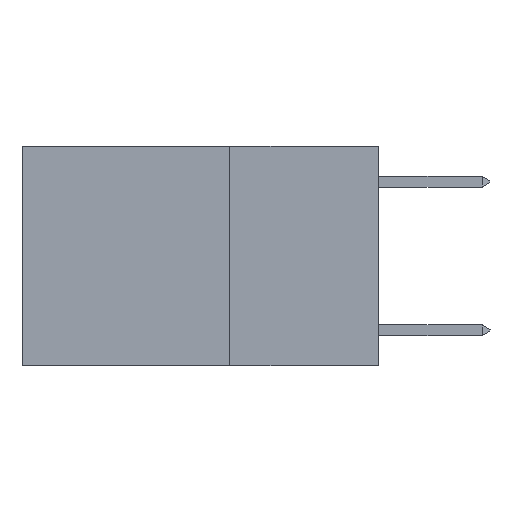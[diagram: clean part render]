
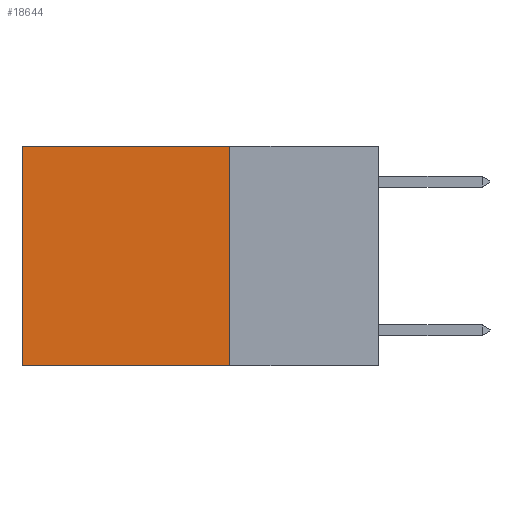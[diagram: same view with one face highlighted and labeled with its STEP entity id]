
A CAD part, left-side view. The second image highlights one B-rep face of the part: STEP entity #18644.
In plain terms, the highlighted planar face has unit normal (-1, 0, 0).
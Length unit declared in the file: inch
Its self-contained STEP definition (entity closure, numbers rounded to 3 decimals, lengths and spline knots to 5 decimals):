
#93 = ORIENTED_EDGE ( 'NONE', *, *, #616, .T. ) ;
#616 = EDGE_CURVE ( 'NONE', #2450, #21573, #22011, .T. ) ;
#1425 = CARTESIAN_POINT ( 'NONE',  ( 0.2625, 0.6, 0. ) ) ;
#2450 = VERTEX_POINT ( 'NONE', #1425 ) ;
#2757 = DIRECTION ( 'NONE',  ( 0., 1., 0. ) ) ;
#3492 = LINE ( 'NONE', #21694, #7844 ) ;
#3612 = AXIS2_PLACEMENT_3D ( 'NONE', #14293, #11052, #5780 ) ;
#4283 = VECTOR ( 'NONE', #21666, 39.37008 ) ;
#5658 = EDGE_LOOP ( 'NONE', ( #93, #10324, #16959, #8126 ) ) ;
#5780 = DIRECTION ( 'NONE',  ( 0., 0., -1. ) ) ;
#5985 = CARTESIAN_POINT ( 'NONE',  ( 0.2625, 0.25, 0. ) ) ;
#7306 = CARTESIAN_POINT ( 'NONE',  ( 0.2625, 0.6, 0. ) ) ;
#7574 = VECTOR ( 'NONE', #18305, 39.37008 ) ;
#7844 = VECTOR ( 'NONE', #2757, 39.37008 ) ;
#8126 = ORIENTED_EDGE ( 'NONE', *, *, #20292, .T. ) ;
#8973 = DIRECTION ( 'NONE',  ( 0., 0., -1. ) ) ;
#10097 = VERTEX_POINT ( 'NONE', #5985 ) ;
#10324 = ORIENTED_EDGE ( 'NONE', *, *, #19599, .F. ) ;
#11052 = DIRECTION ( 'NONE',  ( 1., 0., 0. ) ) ;
#11571 = CARTESIAN_POINT ( 'NONE',  ( 0.2625, 0.25, -0.37 ) ) ;
#12424 = CARTESIAN_POINT ( 'NONE',  ( 0.2625, 0.6, -0.37 ) ) ;
#12476 = FACE_OUTER_BOUND ( 'NONE', #5658, .T. ) ;
#13642 = VECTOR ( 'NONE', #8973, 39.37008 ) ;
#14293 = CARTESIAN_POINT ( 'NONE',  ( 0.2625, 0.25, 0. ) ) ;
#14830 = LINE ( 'NONE', #19992, #4283 ) ;
#15975 = PLANE ( 'NONE',  #3612 ) ;
#16959 = ORIENTED_EDGE ( 'NONE', *, *, #19600, .F. ) ;
#18305 = DIRECTION ( 'NONE',  ( 0., 0., -1. ) ) ;
#18378 = CARTESIAN_POINT ( 'NONE',  ( 0.2625, 0.25, 0. ) ) ;
#18644 = ADVANCED_FACE ( 'NONE', ( #12476 ), #15975, .F. ) ;
#18981 = VERTEX_POINT ( 'NONE', #11571 ) ;
#19599 = EDGE_CURVE ( 'NONE', #18981, #21573, #3492, .T. ) ;
#19600 = EDGE_CURVE ( 'NONE', #10097, #18981, #20205, .T. ) ;
#19992 = CARTESIAN_POINT ( 'NONE',  ( 0.2625, 0.25, 0. ) ) ;
#20205 = LINE ( 'NONE', #18378, #7574 ) ;
#20292 = EDGE_CURVE ( 'NONE', #10097, #2450, #14830, .T. ) ;
#21573 = VERTEX_POINT ( 'NONE', #12424 ) ;
#21666 = DIRECTION ( 'NONE',  ( 0., 1., 0. ) ) ;
#21694 = CARTESIAN_POINT ( 'NONE',  ( 0.2625, 0.25, -0.37 ) ) ;
#22011 = LINE ( 'NONE', #7306, #13642 ) ;
